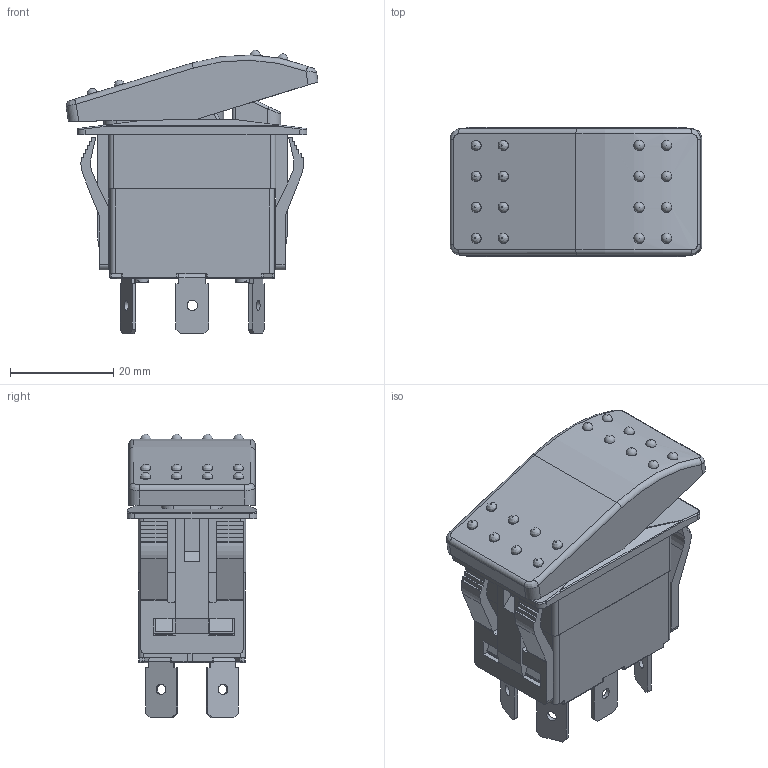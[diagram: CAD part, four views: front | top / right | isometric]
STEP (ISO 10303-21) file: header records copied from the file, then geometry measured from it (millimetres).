
FILE_DESCRIPTION((''),'2;1');
FILE_NAME('R726FB1-SXXXNBxNNX.stp','2017-09-19T10:41:14',('mroman'),(''),'Autodesk Inventor 2012','Autodesk Inventor 2012','');
FILE_SCHEMA(('CONFIG_CONTROL_DESIGN'));
Length unit declared in the file: inch
Products named in the file (1): R726FB1-SXXXNBxNNX
Bounding box: 48.87 x 25.15 x 54.99 mm (x, y, z)
Volume: 15263.2 mm3; surface area: 17900.8 mm2
Topology: 1 solids, 1 shells, 1107 faces, 3074 edges, 1988 vertices
Faces by surface type: plane 573, cylinder 382, bspline 97, sphere 39, torus 14, cone 2
Full cylindrical faces by diameter (mm): 1 x2, 1.9 x1, 2 x22, 2.8 x6, 6.4 x1
Entity records: 37899 total; most frequent: CARTESIAN_POINT 9801, ORIENTED_EDGE 5998, DIRECTION 5634, EDGE_CURVE 2999, VERTEX_POINT 1972, AXIS2_PLACEMENT_3D 1897, VECTOR 1840, LINE 1840
